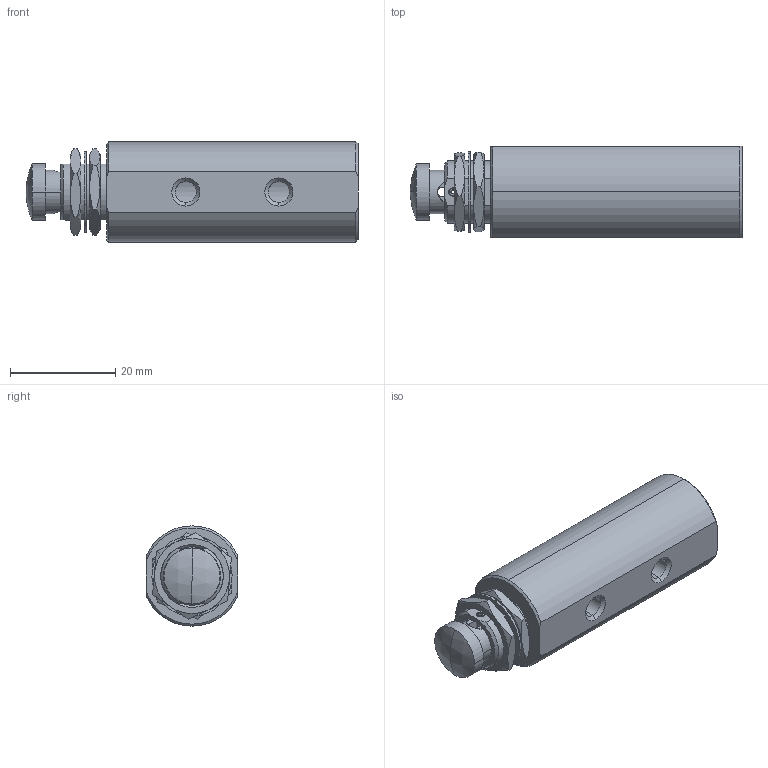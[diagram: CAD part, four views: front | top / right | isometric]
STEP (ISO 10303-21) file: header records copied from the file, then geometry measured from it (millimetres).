
FILE_DESCRIPTION (( 'STEP AP214' ), '1' );
FILE_NAME ('GVS-520F-PB.step', '2018-10-25T18:27:17', ( '' ), ( '' ), 'SwSTEP 2.0', 'SolidWorks 2018', '' );
FILE_SCHEMA (( 'AUTOMOTIVE_DESIGN' ));
Length unit declared in the file: inch
Products named in the file (1): GVS-520F-PB
Bounding box: 63.09 x 17.32 x 19.05 mm (x, y, z)
Volume: 11263 mm3; surface area: 6990 mm2
Topology: 7 solids, 7 shells, 273 faces, 691 edges, 438 vertices
Faces by surface type: cylinder 106, plane 101, cone 64, sphere 2
Entity records: 12579 total; most frequent: CARTESIAN_POINT 2239, DIRECTION 1424, ORIENTED_EDGE 1382, EDGE_CURVE 691, AXIS2_PLACEMENT_3D 549, VERTEX_POINT 438, LINE 326, VECTOR 326
